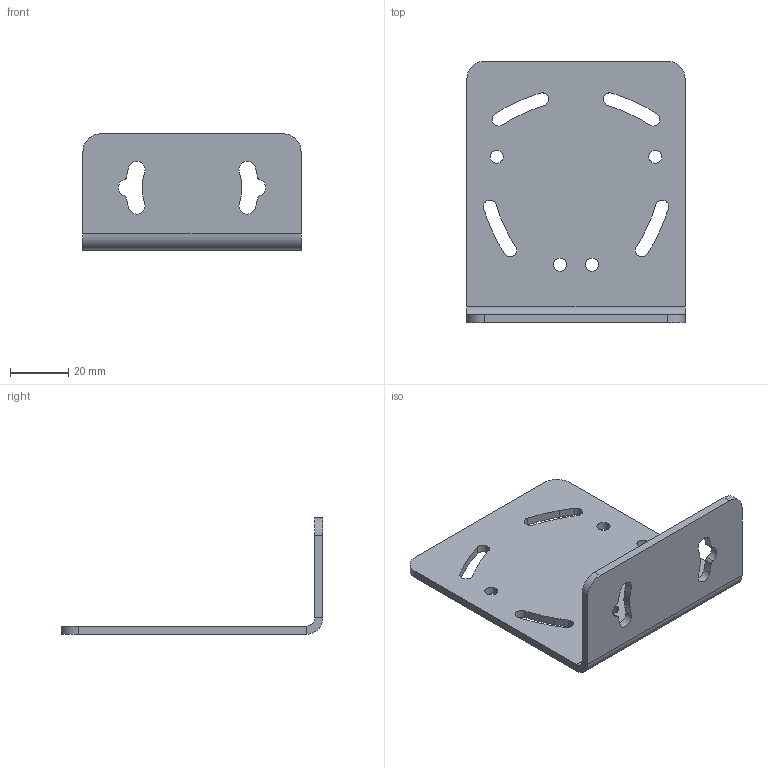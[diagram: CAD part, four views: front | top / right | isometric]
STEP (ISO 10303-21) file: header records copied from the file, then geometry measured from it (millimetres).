
FILE_DESCRIPTION((''),'2;1');
FILE_NAME('186339_ASM','2016-02-09T',('pdmadmin'),(''),'PRO/ENGINEER BY PARAMETRIC TECHNOLOGY CORPORATION, 2013230','PRO/ENGINEER BY PARAMETRIC TECHNOLOGY CORPORATION, 2013230','');
FILE_SCHEMA(('CONFIG_CONTROL_DESIGN'));
Length unit declared in the file: millimetre
Products named in the file (2): 186326; 186339_ASM
Assembly tree (1 placements, depth 2):
  186339_ASM
    186326
Bounding box: 75 x 90 x 40 mm (x, y, z)
Volume: 24275.7 mm3; surface area: 19488.2 mm2
Topology: 1 solids, 1 shells, 68 faces, 190 edges, 124 vertices
Faces by surface type: cylinder 56, plane 12
Entity records: 2349 total; most frequent: DIRECTION 444, CARTESIAN_POINT 385, ORIENTED_EDGE 380, EDGE_CURVE 190, AXIS2_PLACEMENT_3D 183, VERTEX_POINT 124, CIRCLE 112, EDGE_LOOP 88
